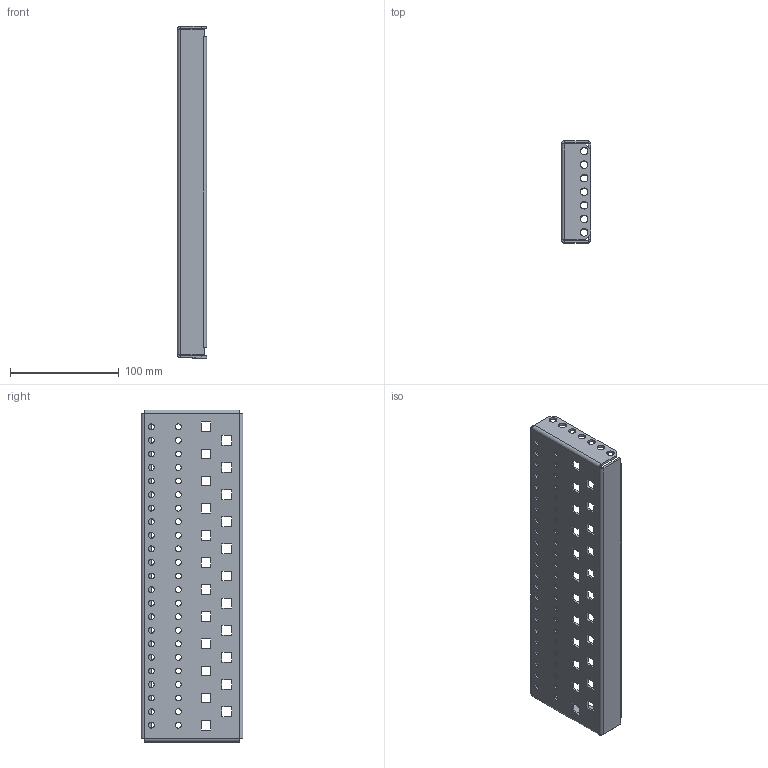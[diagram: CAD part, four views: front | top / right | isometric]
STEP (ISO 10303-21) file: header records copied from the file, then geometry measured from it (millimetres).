
FILE_DESCRIPTION (( 'STEP AP214' ), '1' );
FILE_NAME ('FO-00-RSB-040 FORMAT Ðåéêà áîêîâàÿ óñèëåííàÿ 400ìì (2øò_êîìïë) IEK.STEP', '2022-05-30T12:29:46', ( '' ), ( '' ), 'SwSTEP 2.0', 'SolidWorks 2017', '' );
FILE_SCHEMA (( 'AUTOMOTIVE_DESIGN' ));
Length unit declared in the file: millimetre
Products named in the file (1): FO-00-RSB-040 FORMAT Ðåéêà áîêîâàÿ óñèëåííàÿ 400ìì (2øò_êîìïë) IEK
Bounding box: 27 x 94 x 306 mm (x, y, z)
Volume: 95965.7 mm3; surface area: 101795.8 mm2
Topology: 1 solids, 1 shells, 282 faces, 796 edges, 516 vertices
Faces by surface type: plane 150, cylinder 132
Entity records: 9502 total; most frequent: DIRECTION 1630, CARTESIAN_POINT 1595, ORIENTED_EDGE 1592, EDGE_CURVE 796, AXIS2_PLACEMENT_3D 551, LINE 528, VECTOR 528, VERTEX_POINT 516
